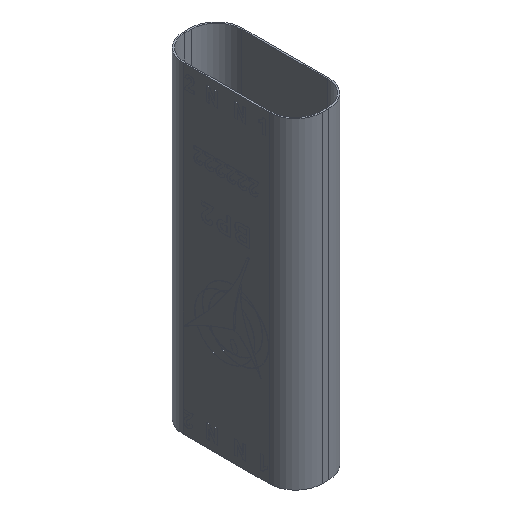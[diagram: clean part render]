
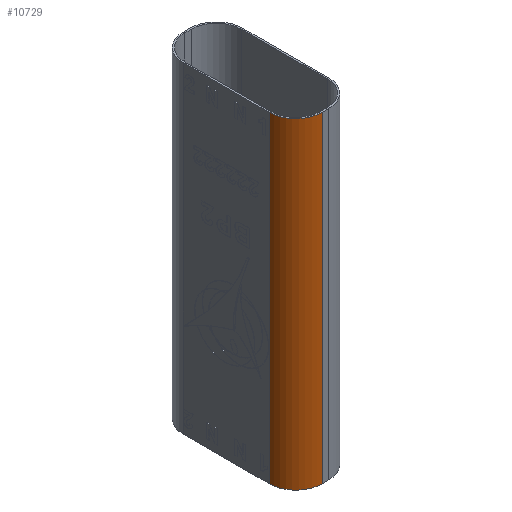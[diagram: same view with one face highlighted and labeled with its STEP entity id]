
A CAD part, isometric view. The second image highlights one B-rep face of the part: STEP entity #10729.
In plain terms, the highlighted cylindrical face has radius 3.061 mm (diameter 6.121 mm), a partial arc.
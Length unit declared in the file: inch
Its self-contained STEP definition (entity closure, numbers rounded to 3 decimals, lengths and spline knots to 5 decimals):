
#421 = DIRECTION ( 'NONE',  ( 0., 0., -1. ) ) ;
#502 = LINE ( 'NONE', #11354, #10284 ) ;
#1217 = VERTEX_POINT ( 'NONE', #9371 ) ;
#2407 = AXIS2_PLACEMENT_3D ( 'NONE', #4268, #12800, #5540 ) ;
#2741 = EDGE_LOOP ( 'NONE', ( #9232, #8881, #7166, #14210 ) ) ;
#2766 = CARTESIAN_POINT ( 'NONE',  ( -0.015, -0.3155, 1.46 ) ) ;
#2927 = CIRCLE ( 'NONE', #4975, 0.1205 ) ;
#3178 = DIRECTION ( 'NONE',  ( 0., 0., 1. ) ) ;
#3404 = EDGE_CURVE ( 'NONE', #13467, #1217, #8985, .T. ) ;
#4268 = CARTESIAN_POINT ( 'NONE',  ( -0.015, -0.195, 1.46 ) ) ;
#4338 = VERTEX_POINT ( 'NONE', #2766 ) ;
#4975 = AXIS2_PLACEMENT_3D ( 'NONE', #13961, #3178, #8997 ) ;
#5341 = CARTESIAN_POINT ( 'NONE',  ( -0.015, -0.3155, 0. ) ) ;
#5385 = FACE_OUTER_BOUND ( 'NONE', #2741, .T. ) ;
#5540 = DIRECTION ( 'NONE',  ( -1., 0., 0. ) ) ;
#6137 = EDGE_CURVE ( 'NONE', #13467, #4338, #14596, .T. ) ;
#7166 = ORIENTED_EDGE ( 'NONE', *, *, #6137, .F. ) ;
#8120 = CARTESIAN_POINT ( 'NONE',  ( -0.015, -0.195, 1.46 ) ) ;
#8457 = CARTESIAN_POINT ( 'NONE',  ( -0.1355, -0.195, 1.46 ) ) ;
#8833 = DIRECTION ( 'NONE',  ( 0., 0., -1. ) ) ;
#8881 = ORIENTED_EDGE ( 'NONE', *, *, #10721, .F. ) ;
#8985 = LINE ( 'NONE', #8457, #10423 ) ;
#8997 = DIRECTION ( 'NONE',  ( 1., 0., 0. ) ) ;
#9232 = ORIENTED_EDGE ( 'NONE', *, *, #12190, .T. ) ;
#9371 = CARTESIAN_POINT ( 'NONE',  ( -0.1355, -0.195, 0. ) ) ;
#9389 = DIRECTION ( 'NONE',  ( 1., 0., 0. ) ) ;
#10284 = VECTOR ( 'NONE', #421, 39.37008 ) ;
#10423 = VECTOR ( 'NONE', #8833, 39.37008 ) ;
#10721 = EDGE_CURVE ( 'NONE', #4338, #13392, #502, .T. ) ;
#10729 = ADVANCED_FACE ( 'NONE', ( #5385 ), #15137, .T. ) ;
#11354 = CARTESIAN_POINT ( 'NONE',  ( -0.015, -0.3155, 1.46 ) ) ;
#12190 = EDGE_CURVE ( 'NONE', #1217, #13392, #2927, .T. ) ;
#12800 = DIRECTION ( 'NONE',  ( 0., 0., -1. ) ) ;
#12997 = CARTESIAN_POINT ( 'NONE',  ( -0.1355, -0.195, 1.46 ) ) ;
#13148 = DIRECTION ( 'NONE',  ( 0., 0., 1. ) ) ;
#13392 = VERTEX_POINT ( 'NONE', #5341 ) ;
#13467 = VERTEX_POINT ( 'NONE', #12997 ) ;
#13824 = AXIS2_PLACEMENT_3D ( 'NONE', #8120, #13148, #9389 ) ;
#13961 = CARTESIAN_POINT ( 'NONE',  ( -0.015, -0.195, 0. ) ) ;
#14210 = ORIENTED_EDGE ( 'NONE', *, *, #3404, .T. ) ;
#14596 = CIRCLE ( 'NONE', #13824, 0.1205 ) ;
#15137 = CYLINDRICAL_SURFACE ( 'NONE', #2407, 0.1205 ) ;
